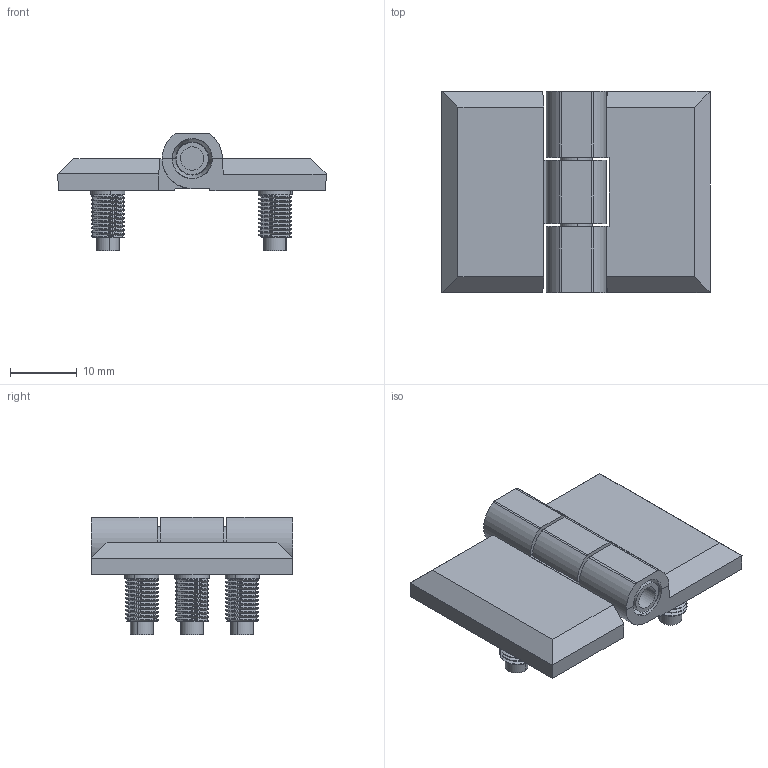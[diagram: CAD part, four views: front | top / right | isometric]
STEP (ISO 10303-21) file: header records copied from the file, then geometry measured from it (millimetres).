
FILE_DESCRIPTION (( 'STEP AP203' ), '1' );
FILE_NAME ('MY3040.1.2.1.KROM.STEP', '2022-06-07T11:02:24', ( '' ), ( '' ), 'SwSTEP 2.0', 'SolidWorks 2021', '' );
FILE_SCHEMA (( 'CONFIG_CONTROL_DESIGN' ));
Length unit declared in the file: millimetre
Products named in the file (1): MY3040.1.2.1.KROM
Bounding box: 40.09 x 30.17 x 17.6 mm (x, y, z)
Surface area: 5372.5 mm2 (no closed solid volume)
Topology: 0 solids, 10 shells, 278 faces, 829 edges, 568 vertices
Faces by surface type: cylinder 138, plane 118, bspline 20, cone 2
Entity records: 13773 total; most frequent: CARTESIAN_POINT 7124, ORIENTED_EDGE 1540, DIRECTION 1112, EDGE_CURVE 829, VERTEX_POINT 568, LINE 430, VECTOR 430, AXIS2_PLACEMENT_3D 341
